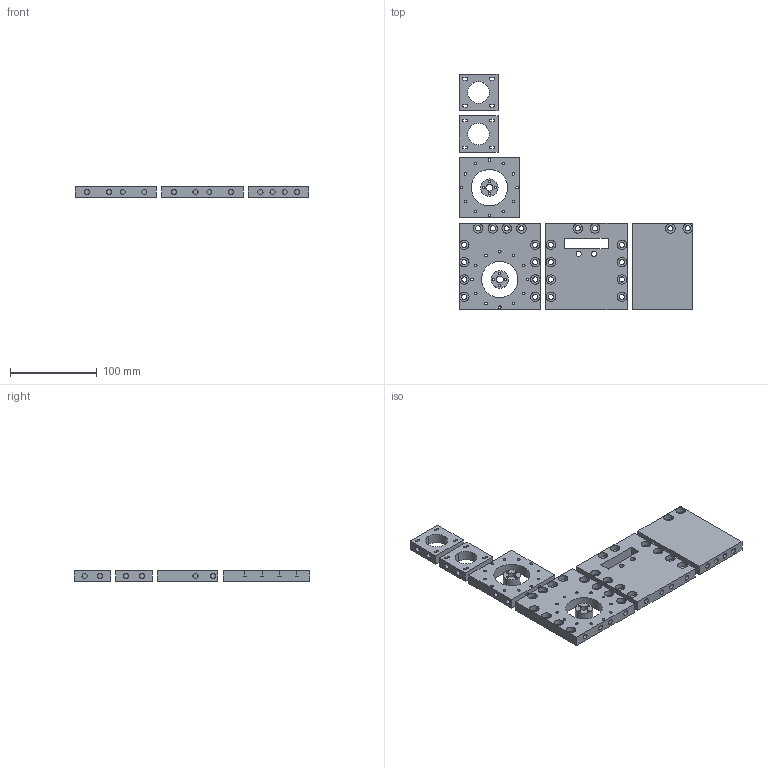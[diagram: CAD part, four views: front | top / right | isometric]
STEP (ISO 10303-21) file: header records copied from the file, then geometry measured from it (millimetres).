
FILE_DESCRIPTION (( 'STEP AP214' ), '1' );
FILE_NAME ('电机板缺二.STEP', '2023-09-04T08:09:24', ( '' ), ( '' ), 'SwSTEP 2.0', 'SolidWorks 2020', '' );
FILE_SCHEMA (( 'AUTOMOTIVE_DESIGN' ));
Length unit declared in the file: millimetre
Products named in the file (7): 酘耜結啣; 薊粣ん; ヶ結啣; 萇儂釱; 喪冪蟀諉啣; 喪帠蟀諉啣; 电机板缺二
Assembly tree (8 placements, depth 2):
  电机板缺二
    喪冪蟀諉啣
    喪帠蟀諉啣
    ヶ結啣
    酘耜結啣
    薊粣ん  x2
    萇儂釱  x2
Bounding box: 270 x 272 x 12 mm (x, y, z)
Volume: 335764.1 mm3; surface area: 108244.9 mm2
Topology: 8 solids, 8 shells, 382 faces, 924 edges, 616 vertices
Faces by surface type: cylinder 264, plane 118
Entity records: 10624 total; most frequent: DIRECTION 1984, CARTESIAN_POINT 1699, ORIENTED_EDGE 1620, AXIS2_PLACEMENT_3D 825, EDGE_CURVE 810, VERTEX_POINT 540, EDGE_LOOP 520, CIRCLE 476
